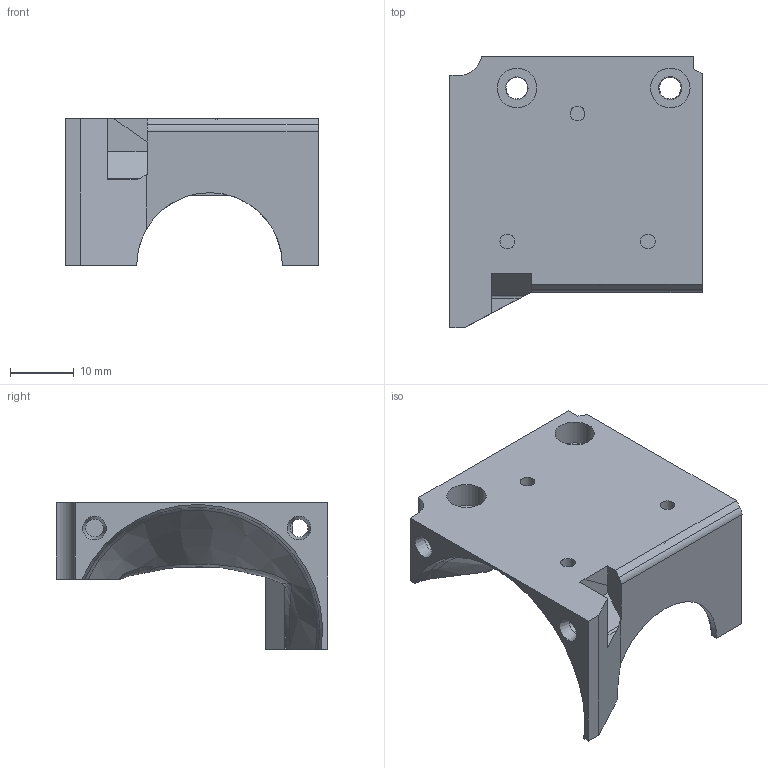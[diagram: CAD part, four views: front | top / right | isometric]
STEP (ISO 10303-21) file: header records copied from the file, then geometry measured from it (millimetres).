
FILE_DESCRIPTION(/* description */ (''),/* implementation_level */ '2;1');
FILE_NAME(/* name */ 'Extruder_Cover v13.step',/* time_stamp */ '2019-09-13T16:47:26+02:00',/* author */ (''),/* organization */ (''),/* preprocessor_version */ 'ST-DEVELOPER v18',/* originating_system */ 'Autodesk Translation Framework v8.6.0.1094',/* authorisation */ '');
FILE_SCHEMA (('AUTOMOTIVE_DESIGN { 1 0 10303 214 3 1 1 }'));
Length unit declared in the file: millimetre
Products named in the file (1): Extruder_Cover
Bounding box: 39.5 x 42.5 x 23 mm (x, y, z)
Volume: 11933.4 mm3; surface area: 5897.4 mm2
Topology: 1 solids, 2 shells, 125 faces, 314 edges, 198 vertices
Faces by surface type: plane 50, bspline 38, cylinder 28, cone 5, torus 2, sphere 2
Full cylindrical faces by diameter (mm): 2.3 x3, 2.8 x2, 3.4 x1, 6.2 x2
Entity records: 6452 total; most frequent: CARTESIAN_POINT 3693, ORIENTED_EDGE 622, DIRECTION 460, EDGE_CURVE 311, VERTEX_POINT 198, AXIS2_PLACEMENT_3D 170, EDGE_LOOP 139, FACE_OUTER_BOUND 125
